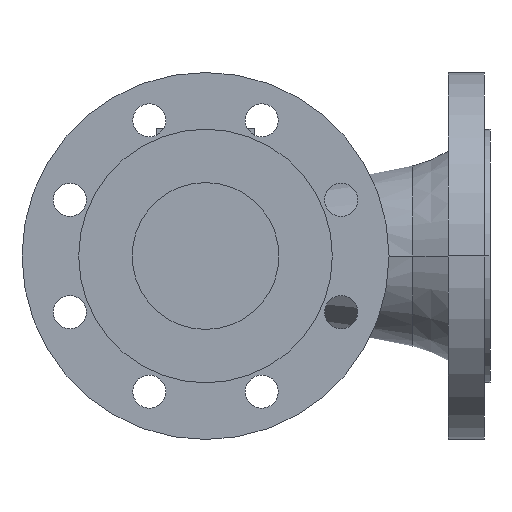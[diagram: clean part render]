
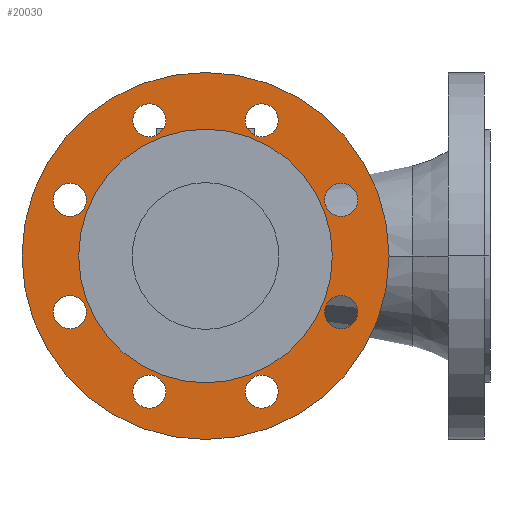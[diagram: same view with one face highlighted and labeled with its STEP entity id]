
A CAD part, front view. The second image highlights one B-rep face of the part: STEP entity #20030.
In plain terms, the highlighted planar face has unit normal (0, -1, 0).
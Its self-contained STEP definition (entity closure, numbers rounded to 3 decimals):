
#2610=CARTESIAN_POINT('',(-69.1,3.,0.));
#2620=VERTEX_POINT('',#2610);
#2780=CARTESIAN_POINT('',(69.1,3.,0.));
#2790=VERTEX_POINT('',#2780);
#2820=CARTESIAN_POINT('',(0.,3.,0.));
#2830=DIRECTION('',(0.,-1.,-0.));
#2840=DIRECTION('',(-1.,0.,0.));
#2850=AXIS2_PLACEMENT_3D('',#2820,#2830,#2840);
#2860=CIRCLE('',#2850,69.1);
#2870=EDGE_CURVE('',#2620,#2790,#2860,.T.);
#3010=CARTESIAN_POINT('',(100.,3.,0.));
#3020=VERTEX_POINT('',#3010);
#3200=CARTESIAN_POINT('',(-100.,3.,0.));
#3210=VERTEX_POINT('',#3200);
#3240=CARTESIAN_POINT('',(0.,3.,0.));
#3250=DIRECTION('',(0.,-1.,-0.));
#3260=DIRECTION('',(-1.,0.,0.));
#3270=AXIS2_PLACEMENT_3D('',#3240,#3250,#3260);
#3280=CIRCLE('',#3270,100.);
#3290=EDGE_CURVE('',#3210,#3020,#3280,.T.);
#10740=CARTESIAN_POINT('',(64.91,3.,-30.615));
#10750=VERTEX_POINT('',#10740);
#10910=CARTESIAN_POINT('',(82.91,3.,-30.615));
#10920=VERTEX_POINT('',#10910);
#10950=CARTESIAN_POINT('',(73.91,3.,-30.615));
#10960=DIRECTION('',(-0.,1.,0.));
#10970=DIRECTION('',(1.,0.,0.));
#10980=AXIS2_PLACEMENT_3D('',#10950,#10960,#10970);
#10990=CIRCLE('',#10980,9.);
#11000=EDGE_CURVE('',#10920,#10750,#10990,.T.);
#11160=CARTESIAN_POINT('',(64.91,3.,30.615));
#11170=VERTEX_POINT('',#11160);
#11330=CARTESIAN_POINT('',(82.91,3.,30.615));
#11340=VERTEX_POINT('',#11330);
#11370=CARTESIAN_POINT('',(73.91,3.,30.615));
#11380=DIRECTION('',(-0.,1.,0.));
#11390=DIRECTION('',(1.,0.,0.));
#11400=AXIS2_PLACEMENT_3D('',#11370,#11380,#11390);
#11410=CIRCLE('',#11400,9.);
#11420=EDGE_CURVE('',#11340,#11170,#11410,.T.);
#11580=CARTESIAN_POINT('',(21.615,3.,73.91));
#11590=VERTEX_POINT('',#11580);
#11620=CARTESIAN_POINT('',(30.615,3.,73.91));
#11630=DIRECTION('',(-0.,1.,0.));
#11640=DIRECTION('',(1.,0.,0.));
#11650=AXIS2_PLACEMENT_3D('',#11620,#11630,#11640);
#11660=CIRCLE('',#11650,9.);
#11670=CARTESIAN_POINT('',(39.615,3.,73.91));
#11680=VERTEX_POINT('',#11670);
#11690=EDGE_CURVE('',#11590,#11680,#11660,.T.);
#12000=CARTESIAN_POINT('',(-39.615,3.,73.91));
#12010=VERTEX_POINT('',#12000);
#12170=CARTESIAN_POINT('',(-21.615,3.,73.91));
#12180=VERTEX_POINT('',#12170);
#12210=CARTESIAN_POINT('',(-30.615,3.,73.91));
#12220=DIRECTION('',(-0.,1.,0.));
#12230=DIRECTION('',(1.,0.,0.));
#12240=AXIS2_PLACEMENT_3D('',#12210,#12220,#12230);
#12250=CIRCLE('',#12240,9.);
#12260=EDGE_CURVE('',#12180,#12010,#12250,.T.);
#12420=CARTESIAN_POINT('',(-64.91,3.,30.615));
#12430=VERTEX_POINT('',#12420);
#12460=CARTESIAN_POINT('',(-73.91,3.,30.615));
#12470=DIRECTION('',(-0.,1.,0.));
#12480=DIRECTION('',(1.,0.,0.));
#12490=AXIS2_PLACEMENT_3D('',#12460,#12470,#12480);
#12500=CIRCLE('',#12490,9.);
#12510=CARTESIAN_POINT('',(-82.91,3.,30.615));
#12520=VERTEX_POINT('',#12510);
#12530=EDGE_CURVE('',#12430,#12520,#12500,.T.);
#12840=CARTESIAN_POINT('',(-64.91,3.,-30.615));
#12850=VERTEX_POINT('',#12840);
#12880=CARTESIAN_POINT('',(-73.91,3.,-30.615));
#12890=DIRECTION('',(-0.,1.,0.));
#12900=DIRECTION('',(1.,0.,0.));
#12910=AXIS2_PLACEMENT_3D('',#12880,#12890,#12900);
#12920=CIRCLE('',#12910,9.);
#12930=CARTESIAN_POINT('',(-82.91,3.,-30.615));
#12940=VERTEX_POINT('',#12930);
#12950=EDGE_CURVE('',#12850,#12940,#12920,.T.);
#13260=CARTESIAN_POINT('',(-39.615,3.,-73.91));
#13270=VERTEX_POINT('',#13260);
#13430=CARTESIAN_POINT('',(-21.615,3.,-73.91));
#13440=VERTEX_POINT('',#13430);
#13470=CARTESIAN_POINT('',(-30.615,3.,-73.91));
#13480=DIRECTION('',(-0.,1.,0.));
#13490=DIRECTION('',(1.,0.,0.));
#13500=AXIS2_PLACEMENT_3D('',#13470,#13480,#13490);
#13510=CIRCLE('',#13500,9.);
#13520=EDGE_CURVE('',#13440,#13270,#13510,.T.);
#13680=CARTESIAN_POINT('',(39.615,3.,-73.91));
#13690=VERTEX_POINT('',#13680);
#13850=CARTESIAN_POINT('',(21.615,3.,-73.91));
#13860=VERTEX_POINT('',#13850);
#13890=CARTESIAN_POINT('',(30.615,3.,-73.91));
#13900=DIRECTION('',(-0.,1.,0.));
#13910=DIRECTION('',(1.,0.,0.));
#13920=AXIS2_PLACEMENT_3D('',#13890,#13900,#13910);
#13930=CIRCLE('',#13920,9.);
#13940=EDGE_CURVE('',#13860,#13690,#13930,.T.);
#19480=CARTESIAN_POINT('',(-84.55,3.,0.));
#19490=DIRECTION('',(0.,-1.,-0.));
#19500=DIRECTION('',(-1.,0.,0.));
#19510=AXIS2_PLACEMENT_3D('',#19480,#19490,#19500);
#19520=PLANE('',#19510);
#19530=EDGE_CURVE('',#13690,#13860,#13930,.T.);
#19540=ORIENTED_EDGE('',*,*,#19530,.T.);
#19550=ORIENTED_EDGE('',*,*,#13940,.T.);
#19560=EDGE_LOOP('',(#19550,#19540));
#19570=FACE_BOUND('',#19560,.T.);
#19580=EDGE_CURVE('',#13270,#13440,#13510,.T.);
#19590=ORIENTED_EDGE('',*,*,#19580,.T.);
#19600=ORIENTED_EDGE('',*,*,#13520,.T.);
#19610=EDGE_LOOP('',(#19600,#19590));
#19620=FACE_BOUND('',#19610,.T.);
#19630=ORIENTED_EDGE('',*,*,#12950,.T.);
#19640=EDGE_CURVE('',#12940,#12850,#12920,.T.);
#19650=ORIENTED_EDGE('',*,*,#19640,.T.);
#19660=EDGE_LOOP('',(#19650,#19630));
#19670=FACE_BOUND('',#19660,.T.);
#19680=ORIENTED_EDGE('',*,*,#12530,.T.);
#19690=EDGE_CURVE('',#12520,#12430,#12500,.T.);
#19700=ORIENTED_EDGE('',*,*,#19690,.T.);
#19710=EDGE_LOOP('',(#19700,#19680));
#19720=FACE_BOUND('',#19710,.T.);
#19730=EDGE_CURVE('',#12010,#12180,#12250,.T.);
#19740=ORIENTED_EDGE('',*,*,#19730,.T.);
#19750=ORIENTED_EDGE('',*,*,#12260,.T.);
#19760=EDGE_LOOP('',(#19750,#19740));
#19770=FACE_BOUND('',#19760,.T.);
#19780=ORIENTED_EDGE('',*,*,#11690,.T.);
#19790=EDGE_CURVE('',#11680,#11590,#11660,.T.);
#19800=ORIENTED_EDGE('',*,*,#19790,.T.);
#19810=EDGE_LOOP('',(#19800,#19780));
#19820=FACE_BOUND('',#19810,.T.);
#19830=EDGE_CURVE('',#11170,#11340,#11410,.T.);
#19840=ORIENTED_EDGE('',*,*,#19830,.T.);
#19850=ORIENTED_EDGE('',*,*,#11420,.T.);
#19860=EDGE_LOOP('',(#19850,#19840));
#19870=FACE_BOUND('',#19860,.T.);
#19880=EDGE_CURVE('',#10750,#10920,#10990,.T.);
#19890=ORIENTED_EDGE('',*,*,#19880,.T.);
#19900=ORIENTED_EDGE('',*,*,#11000,.T.);
#19910=EDGE_LOOP('',(#19900,#19890));
#19920=FACE_BOUND('',#19910,.T.);
#19930=EDGE_CURVE('',#2790,#2620,#2860,.T.);
#19940=ORIENTED_EDGE('',*,*,#19930,.F.);
#19950=ORIENTED_EDGE('',*,*,#2870,.F.);
#19960=EDGE_LOOP('',(#19950,#19940));
#19970=FACE_BOUND('',#19960,.T.);
#19980=EDGE_CURVE('',#3020,#3210,#3280,.T.);
#19990=ORIENTED_EDGE('',*,*,#19980,.T.);
#20000=ORIENTED_EDGE('',*,*,#3290,.T.);
#20010=EDGE_LOOP('',(#20000,#19990));
#20020=FACE_OUTER_BOUND('',#20010,.T.);
#20030=ADVANCED_FACE('',(#19570,#19620,#19670,#19720,#19770,#19820,
#19870,#19920,#19970,#20020),#19520,.T.);
